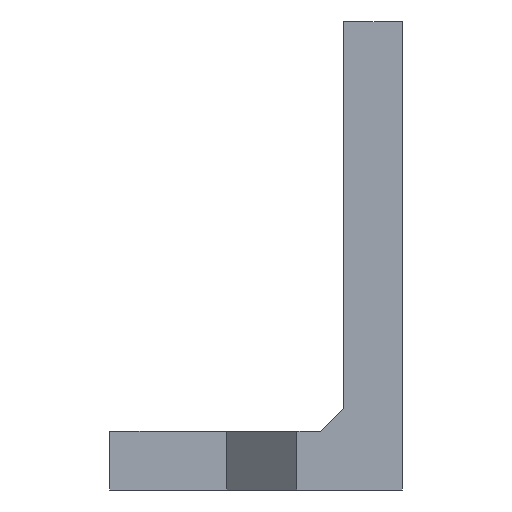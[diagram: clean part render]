
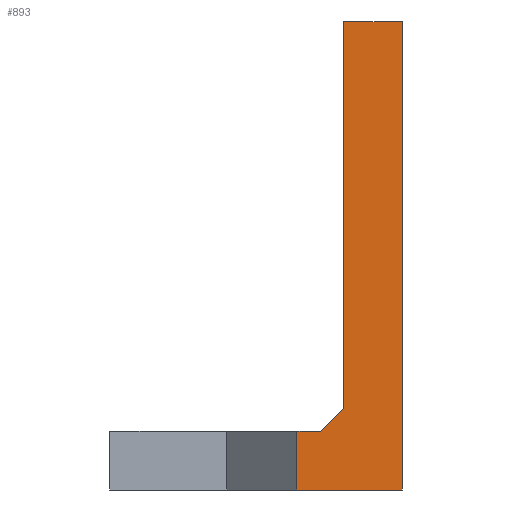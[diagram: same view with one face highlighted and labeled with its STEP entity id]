
A CAD part, left-side view. The second image highlights one B-rep face of the part: STEP entity #893.
In plain terms, the highlighted planar face has unit normal (-1, 0, 0).
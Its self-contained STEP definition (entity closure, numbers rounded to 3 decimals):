
#34 = VERTEX_POINT ( 'NONE', #1310 ) ;
#51 = CARTESIAN_POINT ( 'NONE',  ( -22., -12.5, -3. ) ) ;
#76 = CARTESIAN_POINT ( 'NONE',  ( -22., -3.5, 2. ) ) ;
#83 = VERTEX_POINT ( 'NONE', #599 ) ;
#134 = DIRECTION ( 'NONE',  ( 0., 1., 0. ) ) ;
#140 = VECTOR ( 'NONE', #389, 1000. ) ;
#174 = DIRECTION ( 'NONE',  ( 0., -1., 0. ) ) ;
#192 = EDGE_CURVE ( 'NONE', #34, #465, #249, .T. ) ;
#213 = VERTEX_POINT ( 'NONE', #894 ) ;
#217 = DIRECTION ( 'NONE',  ( 0., 0., -1. ) ) ;
#249 = LINE ( 'NONE', #1281, #534 ) ;
#263 = ORIENTED_EDGE ( 'NONE', *, *, #1111, .F. ) ;
#276 = ORIENTED_EDGE ( 'NONE', *, *, #739, .T. ) ;
#291 = CARTESIAN_POINT ( 'NONE',  ( -22., 0., -3. ) ) ;
#303 = EDGE_CURVE ( 'NONE', #213, #1173, #407, .T. ) ;
#316 = EDGE_CURVE ( 'NONE', #83, #34, #806, .T. ) ;
#320 = VERTEX_POINT ( 'NONE', #76 ) ;
#322 = VERTEX_POINT ( 'NONE', #709 ) ;
#389 = DIRECTION ( 'NONE',  ( 0., 0., -1. ) ) ;
#397 = LINE ( 'NONE', #805, #1063 ) ;
#407 = LINE ( 'NONE', #291, #1348 ) ;
#431 = ORIENTED_EDGE ( 'NONE', *, *, #994, .T. ) ;
#442 = ORIENTED_EDGE ( 'NONE', *, *, #192, .T. ) ;
#459 = ORIENTED_EDGE ( 'NONE', *, *, #316, .T. ) ;
#465 = VERTEX_POINT ( 'NONE', #741 ) ;
#471 = DIRECTION ( 'NONE',  ( 0., 0.707, -0.707 ) ) ;
#534 = VECTOR ( 'NONE', #471, 1000. ) ;
#599 = CARTESIAN_POINT ( 'NONE',  ( -22., -7.5, 37. ) ) ;
#613 = DIRECTION ( 'NONE',  ( 0., 0., -1. ) ) ;
#617 = VECTOR ( 'NONE', #174, 1000. ) ;
#709 = CARTESIAN_POINT ( 'NONE',  ( -22., -12.5, 37. ) ) ;
#734 = VECTOR ( 'NONE', #613, 1000. ) ;
#739 = EDGE_CURVE ( 'NONE', #320, #213, #1214, .T. ) ;
#741 = CARTESIAN_POINT ( 'NONE',  ( -22., -5.5, 2. ) ) ;
#767 = EDGE_CURVE ( 'NONE', #322, #1173, #397, .T. ) ;
#805 = CARTESIAN_POINT ( 'NONE',  ( -22., -12.5, 37. ) ) ;
#806 = LINE ( 'NONE', #812, #734 ) ;
#812 = CARTESIAN_POINT ( 'NONE',  ( -22., -7.5, 37. ) ) ;
#838 = PLANE ( 'NONE',  #884 ) ;
#884 = AXIS2_PLACEMENT_3D ( 'NONE', #914, #1153, #217 ) ;
#893 = ADVANCED_FACE ( 'NONE', ( #1232 ), #838, .F. ) ;
#894 = CARTESIAN_POINT ( 'NONE',  ( -22., -3.5, -3. ) ) ;
#896 = CARTESIAN_POINT ( 'NONE',  ( -22., 0., 37. ) ) ;
#914 = CARTESIAN_POINT ( 'NONE',  ( -22., 0., 37. ) ) ;
#964 = LINE ( 'NONE', #1186, #1330 ) ;
#994 = EDGE_CURVE ( 'NONE', #465, #320, #964, .T. ) ;
#1063 = VECTOR ( 'NONE', #1221, 1000. ) ;
#1111 = EDGE_CURVE ( 'NONE', #83, #322, #1113, .T. ) ;
#1113 = LINE ( 'NONE', #896, #617 ) ;
#1116 = DIRECTION ( 'NONE',  ( 0., -1., 0. ) ) ;
#1153 = DIRECTION ( 'NONE',  ( 1., 0., 0. ) ) ;
#1173 = VERTEX_POINT ( 'NONE', #51 ) ;
#1186 = CARTESIAN_POINT ( 'NONE',  ( -22., 0., 2. ) ) ;
#1214 = LINE ( 'NONE', #1319, #140 ) ;
#1221 = DIRECTION ( 'NONE',  ( 0., 0., -1. ) ) ;
#1232 = FACE_OUTER_BOUND ( 'NONE', #1246, .T. ) ;
#1246 = EDGE_LOOP ( 'NONE', ( #1288, #1250, #263, #459, #442, #431, #276 ) ) ;
#1250 = ORIENTED_EDGE ( 'NONE', *, *, #767, .F. ) ;
#1281 = CARTESIAN_POINT ( 'NONE',  ( -22., -20.25, 16.75 ) ) ;
#1288 = ORIENTED_EDGE ( 'NONE', *, *, #303, .T. ) ;
#1310 = CARTESIAN_POINT ( 'NONE',  ( -22., -7.5, 4. ) ) ;
#1319 = CARTESIAN_POINT ( 'NONE',  ( -22., -3.5, 37. ) ) ;
#1330 = VECTOR ( 'NONE', #134, 1000. ) ;
#1348 = VECTOR ( 'NONE', #1116, 1000. ) ;
